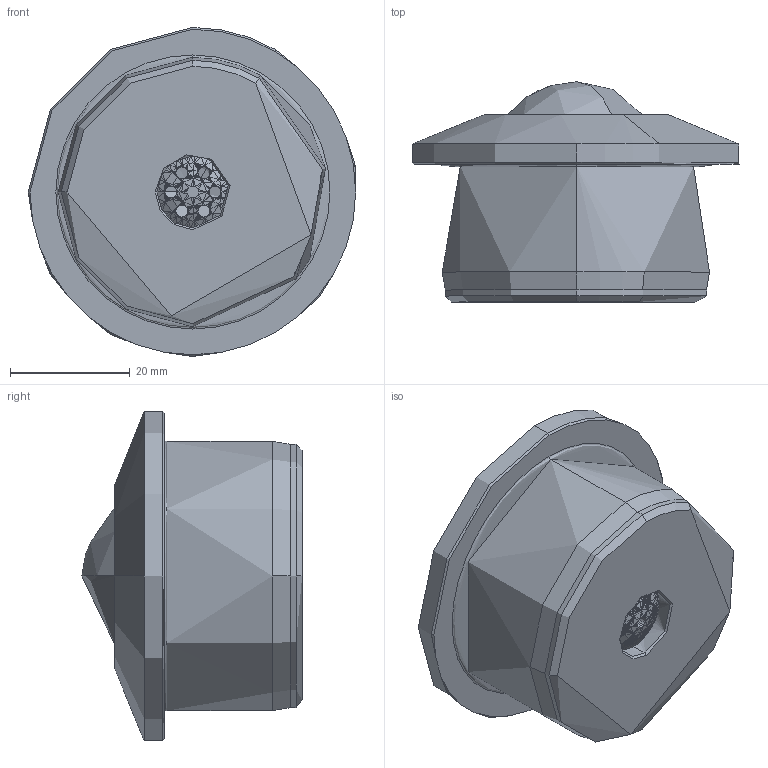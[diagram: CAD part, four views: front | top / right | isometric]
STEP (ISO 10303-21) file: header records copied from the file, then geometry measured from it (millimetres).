
FILE_DESCRIPTION (( 'STEP AP214' ), '1' );
FILE_NAME ('0017504.step', '2020-10-08T07:56:59', ( '' ), ( '' ), 'SwSTEP 2.0', 'SolidWorks 2018', '' );
FILE_SCHEMA (( 'AUTOMOTIVE_DESIGN' ));
Length unit declared in the file: millimetre
Products named in the file (1): 0017504
Bounding box: 54.7 x 36.8 x 55 mm (x, y, z)
Topology: 0 solids, 4 shells, 1520 faces, 2659 edges, 1138 vertices
Faces by surface type: plane 1492, cone 15, cylinder 8, bspline 2, torus 2, sphere 1
Entity records: 32002 total; most frequent: CARTESIAN_POINT 9627, ORIENTED_EDGE 5022, DIRECTION 3185, EDGE_CURVE 2655, B_SPLINE_CURVE_WITH_KNOTS 2535, AXIS2_PLACEMENT_3D 1565, EDGE_LOOP 1522, ADVANCED_FACE 1520
